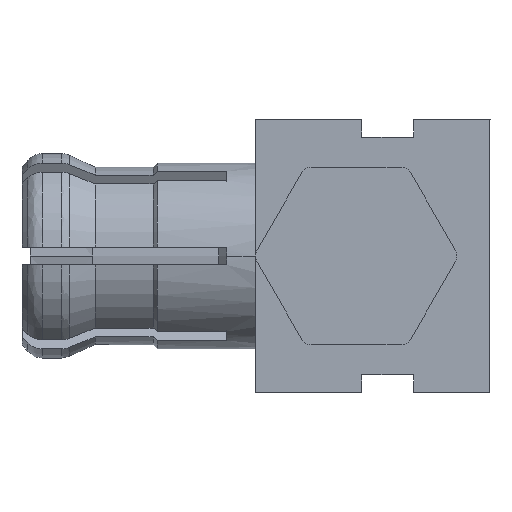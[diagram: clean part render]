
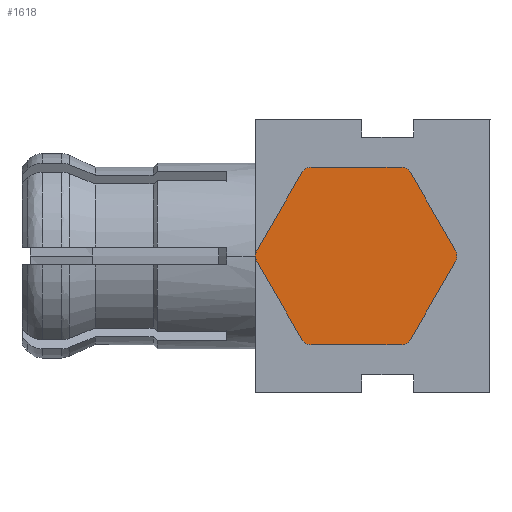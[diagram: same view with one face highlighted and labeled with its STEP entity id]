
A CAD part, front view. The second image highlights one B-rep face of the part: STEP entity #1618.
In plain terms, the highlighted planar face has unit normal (0, -1, 0).
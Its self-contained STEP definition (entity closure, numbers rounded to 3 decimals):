
#68 = EDGE_LOOP ( 'NONE', ( #3879, #3878, #3877, #3880, #3875, #3876, #3874, #3872, #3873, #3871, #3870, #3869 ) ) ;
#149 = VECTOR ( 'NONE', #586, 1000. ) ;
#154 = CIRCLE ( 'NONE', #157, 0.2 ) ;
#157 = AXIS2_PLACEMENT_3D ( 'NONE', #607, #609, #611 ) ;
#165 = VECTOR ( 'NONE', #632, 1000. ) ;
#174 = VECTOR ( 'NONE', #645, 1000. ) ;
#247 = EDGE_CURVE ( 'NONE', #3519, #3518, #4261, .T. ) ;
#252 = EDGE_CURVE ( 'NONE', #3502, #3518, #154, .T. ) ;
#259 = EDGE_CURVE ( 'NONE', #3504, #3501, #4271, .T. ) ;
#263 = EDGE_CURVE ( 'NONE', #3499, #3502, #4275, .T. ) ;
#369 = EDGE_CURVE ( 'NONE', #3397, #3398, #2813, .T. ) ;
#470 = CARTESIAN_POINT ( 'NONE',  ( 0., -9.4, 1.625 ) ) ;
#471 = DIRECTION ( 'NONE',  ( -1., 0., 0. ) ) ;
#586 = DIRECTION ( 'NONE',  ( -1., 0., 0. ) ) ;
#587 = CARTESIAN_POINT ( 'NONE',  ( 0., -9.4, -1.625 ) ) ;
#607 = CARTESIAN_POINT ( 'NONE',  ( -0.823, -9.4, -1.425 ) ) ;
#609 = DIRECTION ( 'NONE',  ( 0., -1., 0. ) ) ;
#611 = DIRECTION ( 'NONE',  ( 0., 0., 1. ) ) ;
#631 = CARTESIAN_POINT ( 'NONE',  ( 0.996, -9.4, -1.525 ) ) ;
#632 = DIRECTION ( 'NONE',  ( 0.5, 0., 0.866 ) ) ;
#644 = CARTESIAN_POINT ( 'NONE',  ( -1.819, -9.4, -0.1 ) ) ;
#645 = DIRECTION ( 'NONE',  ( 0.5, 0., -0.866 ) ) ;
#1034 = CARTESIAN_POINT ( 'NONE',  ( -1.645, -9.4, 0. ) ) ;
#1035 = DIRECTION ( 'NONE',  ( 0., -1., 0. ) ) ;
#1036 = DIRECTION ( 'NONE',  ( 0., 0., 1. ) ) ;
#1318 = CIRCLE ( 'NONE', #1328, 0.2 ) ;
#1328 = AXIS2_PLACEMENT_3D ( 'NONE', #1034, #1035, #1036 ) ;
#1536 = EDGE_CURVE ( 'NONE', #3477, #3397, #4575, .T. ) ;
#1539 = EDGE_CURVE ( 'NONE', #3398, #3475, #4569, .T. ) ;
#1618 = ADVANCED_FACE ( 'NONE', ( #2924 ), #2293, .T. ) ;
#1972 = CARTESIAN_POINT ( 'NONE',  ( 0.823, -9.4, 1.425 ) ) ;
#1975 = DIRECTION ( 'NONE',  ( 0., -1., 0. ) ) ;
#1977 = DIRECTION ( 'NONE',  ( 1., 0., 0. ) ) ;
#1987 = CARTESIAN_POINT ( 'NONE',  ( -0.823, -9.4, 1.425 ) ) ;
#1988 = DIRECTION ( 'NONE',  ( 0., -1., 0. ) ) ;
#1989 = DIRECTION ( 'NONE',  ( 1., 0., 0. ) ) ;
#2225 = DIRECTION ( 'NONE',  ( 0., -1., 0. ) ) ;
#2239 = CARTESIAN_POINT ( 'NONE',  ( 1.645, -9.4, 0. ) ) ;
#2242 = DIRECTION ( 'NONE',  ( 0., 0., 1. ) ) ;
#2293 = PLANE ( 'NONE',  #4714 ) ;
#2294 = CARTESIAN_POINT ( 'NONE',  ( 1.868, -9.4, -1.625 ) ) ;
#2295 = DIRECTION ( 'NONE',  ( 0., -1., 0. ) ) ;
#2296 = DIRECTION ( 'NONE',  ( 0., 0., 1. ) ) ;
#2378 = CARTESIAN_POINT ( 'NONE',  ( 0.823, -9.4, 1.625 ) ) ;
#2379 = CARTESIAN_POINT ( 'NONE',  ( -0.823, -9.4, 1.625 ) ) ;
#2475 = CARTESIAN_POINT ( 'NONE',  ( -1.407, -9.4, 0.813 ) ) ;
#2486 = CARTESIAN_POINT ( 'NONE',  ( -0.996, -9.4, 1.525 ) ) ;
#2488 = CARTESIAN_POINT ( 'NONE',  ( 0.996, -9.4, 1.525 ) ) ;
#2490 = DIRECTION ( 'NONE',  ( 0.5, 0., 0.866 ) ) ;
#2509 = CARTESIAN_POINT ( 'NONE',  ( -1.819, -9.4, 0.1 ) ) ;
#2511 = CARTESIAN_POINT ( 'NONE',  ( 1.819, -9.4, 0.1 ) ) ;
#2514 = CARTESIAN_POINT ( 'NONE',  ( -1.819, -9.4, -0.1 ) ) ;
#2516 = CARTESIAN_POINT ( 'NONE',  ( 1.819, -9.4, -0.1 ) ) ;
#2517 = CARTESIAN_POINT ( 'NONE',  ( -0.996, -9.4, -1.525 ) ) ;
#2519 = CARTESIAN_POINT ( 'NONE',  ( 0.996, -9.4, -1.525 ) ) ;
#2535 = CARTESIAN_POINT ( 'NONE',  ( -0.823, -9.4, -1.625 ) ) ;
#2536 = CARTESIAN_POINT ( 'NONE',  ( 0.823, -9.4, -1.625 ) ) ;
#2537 = CARTESIAN_POINT ( 'NONE',  ( 0.823, -9.4, -1.425 ) ) ;
#2545 = DIRECTION ( 'NONE',  ( 0., 0., 1. ) ) ;
#2550 = DIRECTION ( 'NONE',  ( 0., -1., 0. ) ) ;
#2656 = CARTESIAN_POINT ( 'NONE',  ( 1.407, -9.4, 0.813 ) ) ;
#2658 = DIRECTION ( 'NONE',  ( 0.5, 0., -0.866 ) ) ;
#2761 = AXIS2_PLACEMENT_3D ( 'NONE', #2239, #2225, #2242 ) ;
#2785 = VECTOR ( 'NONE', #2490, 1000. ) ;
#2786 = CIRCLE ( 'NONE', #2797, 0.2 ) ;
#2793 = VECTOR ( 'NONE', #2658, 1000. ) ;
#2797 = AXIS2_PLACEMENT_3D ( 'NONE', #2537, #2550, #2545 ) ;
#2813 = LINE ( 'NONE', #470, #4473 ) ;
#2924 = FACE_OUTER_BOUND ( 'NONE', #68, .T. ) ;
#3053 = LINE ( 'NONE', #2475, #2785 ) ;
#3056 = LINE ( 'NONE', #2656, #2793 ) ;
#3397 = VERTEX_POINT ( 'NONE', #2378 ) ;
#3398 = VERTEX_POINT ( 'NONE', #2379 ) ;
#3475 = VERTEX_POINT ( 'NONE', #2486 ) ;
#3477 = VERTEX_POINT ( 'NONE', #2488 ) ;
#3494 = VERTEX_POINT ( 'NONE', #2509 ) ;
#3496 = VERTEX_POINT ( 'NONE', #2511 ) ;
#3499 = VERTEX_POINT ( 'NONE', #2514 ) ;
#3501 = VERTEX_POINT ( 'NONE', #2516 ) ;
#3502 = VERTEX_POINT ( 'NONE', #2517 ) ;
#3504 = VERTEX_POINT ( 'NONE', #2519 ) ;
#3518 = VERTEX_POINT ( 'NONE', #2535 ) ;
#3519 = VERTEX_POINT ( 'NONE', #2536 ) ;
#3680 = EDGE_CURVE ( 'NONE', #3501, #3496, #4566, .T. ) ;
#3691 = EDGE_CURVE ( 'NONE', #3494, #3475, #3053, .T. ) ;
#3693 = EDGE_CURVE ( 'NONE', #3519, #3504, #2786, .T. ) ;
#3697 = EDGE_CURVE ( 'NONE', #3477, #3496, #3056, .T. ) ;
#3742 = EDGE_CURVE ( 'NONE', #3494, #3499, #1318, .T. ) ;
#3869 = ORIENTED_EDGE ( 'NONE', *, *, #1539, .T. ) ;
#3870 = ORIENTED_EDGE ( 'NONE', *, *, #369, .T. ) ;
#3871 = ORIENTED_EDGE ( 'NONE', *, *, #1536, .T. ) ;
#3872 = ORIENTED_EDGE ( 'NONE', *, *, #3680, .T. ) ;
#3873 = ORIENTED_EDGE ( 'NONE', *, *, #3697, .F. ) ;
#3874 = ORIENTED_EDGE ( 'NONE', *, *, #259, .T. ) ;
#3875 = ORIENTED_EDGE ( 'NONE', *, *, #247, .F. ) ;
#3876 = ORIENTED_EDGE ( 'NONE', *, *, #3693, .T. ) ;
#3877 = ORIENTED_EDGE ( 'NONE', *, *, #263, .T. ) ;
#3878 = ORIENTED_EDGE ( 'NONE', *, *, #3742, .T. ) ;
#3879 = ORIENTED_EDGE ( 'NONE', *, *, #3691, .F. ) ;
#3880 = ORIENTED_EDGE ( 'NONE', *, *, #252, .T. ) ;
#4261 = LINE ( 'NONE', #587, #149 ) ;
#4271 = LINE ( 'NONE', #631, #165 ) ;
#4275 = LINE ( 'NONE', #644, #174 ) ;
#4473 = VECTOR ( 'NONE', #471, 1000. ) ;
#4566 = CIRCLE ( 'NONE', #2761, 0.2 ) ;
#4569 = CIRCLE ( 'NONE', #4666, 0.2 ) ;
#4575 = CIRCLE ( 'NONE', #4577, 0.2 ) ;
#4577 = AXIS2_PLACEMENT_3D ( 'NONE', #1972, #1975, #1977 ) ;
#4666 = AXIS2_PLACEMENT_3D ( 'NONE', #1987, #1988, #1989 ) ;
#4714 = AXIS2_PLACEMENT_3D ( 'NONE', #2294, #2295, #2296 ) ;
